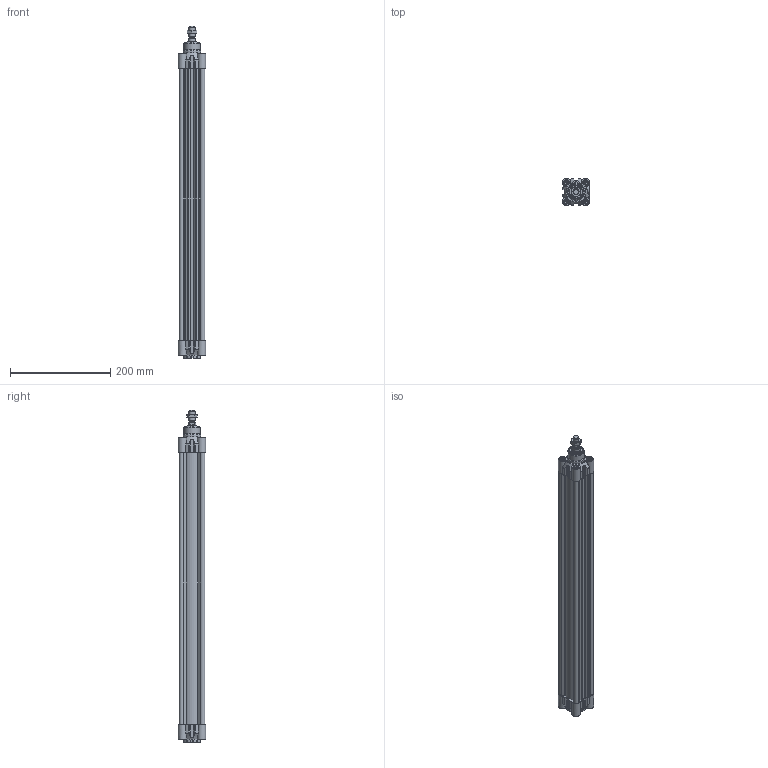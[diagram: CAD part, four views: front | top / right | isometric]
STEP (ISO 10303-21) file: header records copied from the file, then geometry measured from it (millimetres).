
FILE_DESCRIPTION(/* description */ (''),/* implementation_level */ '2;1');
FILE_NAME(/* name */ 'HDMA040.500.GS.M.stp',/* time_stamp */ '2021-03-09T14:44:59+01:00',/* author */ ('carlo.corazza'),/* organization */ (''),/* preprocessor_version */ 'ST-DEVELOPER v18.1',/* originating_system */ 'Autodesk Inventor 2020',/* authorisation */ '');
FILE_SCHEMA (('AUTOMOTIVE_DESIGN { 1 0 10303 214 3 1 1 }'));
Length unit declared in the file: millimetre
Products named in the file (6): HDMA040.500.GS.M; 29.2012.000.2; CORPO-500; STELO H040-500; TA H040; TPA040
Assembly tree (5 placements, depth 2):
  HDMA040.500.GS.M
    29.2012.000.2
    CORPO-500
    STELO H040-500
    TA H040
    TPA040
Bounding box: 54.5 x 54.5 x 663 mm (x, y, z)
Volume: 662877.6 mm3; surface area: 376315.1 mm2
Topology: 5 solids, 12 shells, 957 faces, 2457 edges, 1608 vertices
Faces by surface type: plane 390, cylinder 262, bspline 122, cone 95, torus 70, sphere 18
Full cylindrical faces by diameter (mm): 2.5 x1, 3 x3, 3.5 x3, 4.917 x8, 6 x11, 6.2 x8, 7 x1, 9.9 x2, 10 x13, 10.3 x8, 10.647 x1, 11.445 x2, 12 x1, 15.5 x1, 16 x2, 16.6 x1, 16.8 x1, 16.847 x1, 20 x1, 26 x2, 33 x1, 35 x2, 40 x2
Entity records: 33598 total; most frequent: CARTESIAN_POINT 9218, ORIENTED_EDGE 4888, DIRECTION 4768, EDGE_CURVE 2444, AXIS2_PLACEMENT_3D 1789, VERTEX_POINT 1608, LINE 1190, VECTOR 1190
